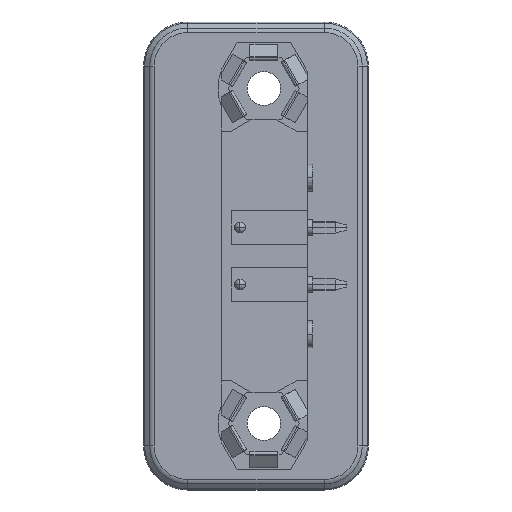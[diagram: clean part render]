
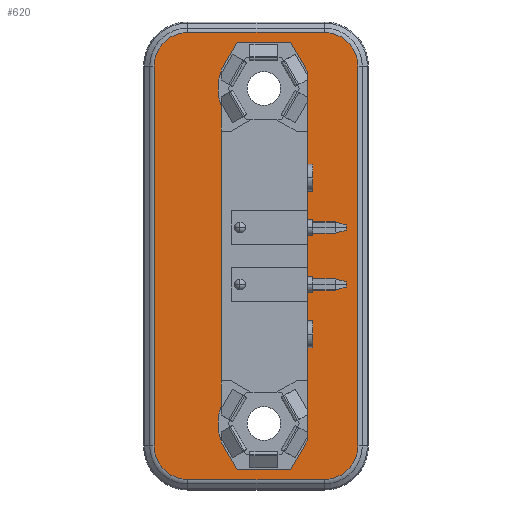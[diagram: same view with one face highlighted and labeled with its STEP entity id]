
A CAD part, left-side view. The second image highlights one B-rep face of the part: STEP entity #620.
In plain terms, the highlighted planar face has unit normal (-1, 0, 0).
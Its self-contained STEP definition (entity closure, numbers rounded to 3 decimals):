
#620=ADVANCED_FACE('',(#1530,#1531),#1532,.T.);
#1530=FACE_OUTER_BOUND('',#2731,.T.);
#1531=FACE_BOUND('',#2732,.T.);
#1532=PLANE('',#2733);
#2731=EDGE_LOOP('',(#4515,#4516,#4517,#4518,#4519,#4520,#4521,#4522));
#2732=EDGE_LOOP('',(#4523,#4524,#4525,#4526,#4527,#4528,#4529,#4530,#4531,#4532,#4533,#4534));
#2733=AXIS2_PLACEMENT_3D('',#4535,#4536,#4537);
#4515=ORIENTED_EDGE('',*,*,#7529,.F.);
#4516=ORIENTED_EDGE('',*,*,#7530,.F.);
#4517=ORIENTED_EDGE('',*,*,#7531,.F.);
#4518=ORIENTED_EDGE('',*,*,#7532,.F.);
#4519=ORIENTED_EDGE('',*,*,#7143,.F.);
#4520=ORIENTED_EDGE('',*,*,#7399,.T.);
#4521=ORIENTED_EDGE('',*,*,#7533,.T.);
#4522=ORIENTED_EDGE('',*,*,#7534,.T.);
#4523=ORIENTED_EDGE('',*,*,#7535,.F.);
#4524=ORIENTED_EDGE('',*,*,#7536,.F.);
#4525=ORIENTED_EDGE('',*,*,#7537,.F.);
#4526=ORIENTED_EDGE('',*,*,#7538,.F.);
#4527=ORIENTED_EDGE('',*,*,#7387,.F.);
#4528=ORIENTED_EDGE('',*,*,#7539,.T.);
#4529=ORIENTED_EDGE('',*,*,#7088,.F.);
#4530=ORIENTED_EDGE('',*,*,#7540,.F.);
#4531=ORIENTED_EDGE('',*,*,#7515,.F.);
#4532=ORIENTED_EDGE('',*,*,#7541,.F.);
#4533=ORIENTED_EDGE('',*,*,#7189,.F.);
#4534=ORIENTED_EDGE('',*,*,#7542,.F.);
#4535=CARTESIAN_POINT('',(-1.158,13.348,-19.99));
#4536=DIRECTION('',(-1.0,0.0,0.0));
#4537=DIRECTION('',(0.0,0.0,1.0));
#7088=EDGE_CURVE('',#8466,#8468,#8469,.T.);
#7143=EDGE_CURVE('',#8565,#8567,#8568,.T.);
#7189=EDGE_CURVE('',#8648,#8649,#8650,.T.);
#7387=EDGE_CURVE('',#8979,#8977,#8981,.T.);
#7399=EDGE_CURVE('',#8565,#8994,#8997,.T.);
#7515=EDGE_CURVE('',#9174,#9175,#9176,.T.);
#7529=EDGE_CURVE('',#9196,#9197,#9198,.T.);
#7530=EDGE_CURVE('',#9199,#9196,#9200,.T.);
#7531=EDGE_CURVE('',#9201,#9199,#9202,.T.);
#7532=EDGE_CURVE('',#8567,#9201,#9203,.T.);
#7533=EDGE_CURVE('',#8994,#9204,#9205,.T.);
#7534=EDGE_CURVE('',#9204,#9197,#9206,.T.);
#7535=EDGE_CURVE('',#9207,#9208,#9209,.T.);
#7536=EDGE_CURVE('',#9210,#9207,#9211,.T.);
#7537=EDGE_CURVE('',#9212,#9210,#9213,.T.);
#7538=EDGE_CURVE('',#8977,#9212,#9214,.T.);
#7539=EDGE_CURVE('',#8979,#8468,#9215,.T.);
#7540=EDGE_CURVE('',#9175,#8466,#9216,.T.);
#7541=EDGE_CURVE('',#8649,#9174,#9217,.T.);
#7542=EDGE_CURVE('',#9208,#8648,#9218,.T.);
#8466=VERTEX_POINT('',#10391);
#8468=VERTEX_POINT('',#10394);
#8469=LINE('',#10395,#10396);
#8565=VERTEX_POINT('',#10528);
#8567=VERTEX_POINT('',#10531);
#8568=LINE('',#10532,#10533);
#8648=VERTEX_POINT('',#10636);
#8649=VERTEX_POINT('',#10637);
#8650=LINE('',#10638,#10639);
#8977=VERTEX_POINT('',#11098);
#8979=VERTEX_POINT('',#11101);
#8981=LINE('',#11104,#11105);
#8994=VERTEX_POINT('',#11121);
#8997=CIRCLE('',#11125,3.0);
#9174=VERTEX_POINT('',#11364);
#9175=VERTEX_POINT('',#11365);
#9176=LINE('',#11366,#11367);
#9196=VERTEX_POINT('',#11396);
#9197=VERTEX_POINT('',#11397);
#9198=LINE('',#11398,#11399);
#9199=VERTEX_POINT('',#11400);
#9200=CIRCLE('',#11401,3.0);
#9201=VERTEX_POINT('',#11402);
#9202=LINE('',#11403,#11404);
#9203=CIRCLE('',#11405,3.0);
#9204=VERTEX_POINT('',#11406);
#9205=LINE('',#11407,#11408);
#9206=CIRCLE('',#11409,3.0);
#9207=VERTEX_POINT('',#11410);
#9208=VERTEX_POINT('',#11411);
#9209=LINE('',#11412,#11413);
#9210=VERTEX_POINT('',#11414);
#9211=LINE('',#11415,#11416);
#9212=VERTEX_POINT('',#11417);
#9213=LINE('',#11418,#11419);
#9214=LINE('',#11420,#11421);
#9215=CIRCLE('',#11422,4.1);
#9216=CIRCLE('',#11423,4.1);
#9217=LINE('',#11424,#11425);
#9218=LINE('',#11426,#11427);
#10391=CARTESIAN_POINT('',(-1.158,13.048,-2.514));
#10394=CARTESIAN_POINT('',(-1.158,13.048,-29.356));
#10395=CARTESIAN_POINT('',(-1.158,13.048,-13.395));
#10396=VECTOR('',#12888,1.0);
#10528=CARTESIAN_POINT('',(-1.158,19.048,-32.895));
#10531=CARTESIAN_POINT('',(-1.158,19.048,1.025));
#10532=CARTESIAN_POINT('',(-1.158,19.048,-13.395));
#10533=VECTOR('',#12953,1.0);
#10636=CARTESIAN_POINT('',(-1.158,6.863,3.155));
#10637=CARTESIAN_POINT('',(-1.158,11.632,3.155));
#10638=CARTESIAN_POINT('',(-1.158,-32.395,3.155));
#10639=VECTOR('',#13019,1.0);
#11098=CARTESIAN_POINT('',(-1.158,13.048,-32.573));
#11101=CARTESIAN_POINT('',(-1.158,13.048,-32.434));
#11104=CARTESIAN_POINT('',(-1.158,13.048,-13.395));
#11105=VECTOR('',#13259,1.0);
#11121=CARTESIAN_POINT('',(-1.158,16.048,-35.895));
#11125=AXIS2_PLACEMENT_3D('',#13273,#13274,#13275);
#11364=CARTESIAN_POINT('',(-1.158,13.048,0.703));
#11365=CARTESIAN_POINT('',(-1.158,13.048,0.564));
#11366=CARTESIAN_POINT('',(-1.158,13.048,-13.395));
#11367=VECTOR('',#13410,1.0);
#11396=CARTESIAN_POINT('',(-1.158,0.848,1.025));
#11397=CARTESIAN_POINT('',(-1.158,0.848,-32.895));
#11398=CARTESIAN_POINT('',(-1.158,0.848,-19.99));
#11399=VECTOR('',#13423,1.0);
#11400=CARTESIAN_POINT('',(-1.158,3.848,4.025));
#11401=AXIS2_PLACEMENT_3D('',#13424,#13425,#13426);
#11402=CARTESIAN_POINT('',(-1.158,16.048,4.025));
#11403=CARTESIAN_POINT('',(-1.158,-32.395,4.025));
#11404=VECTOR('',#13427,1.0);
#11405=AXIS2_PLACEMENT_3D('',#13428,#13429,#13430);
#11406=CARTESIAN_POINT('',(-1.158,3.848,-35.895));
#11407=CARTESIAN_POINT('',(-1.158,-32.395,-35.895));
#11408=VECTOR('',#13431,1.0);
#11409=AXIS2_PLACEMENT_3D('',#13432,#13433,#13434);
#11410=CARTESIAN_POINT('',(-1.158,5.378,-32.452));
#11411=CARTESIAN_POINT('',(-1.158,5.378,0.582));
#11412=CARTESIAN_POINT('',(-1.158,5.378,-13.395));
#11413=VECTOR('',#13435,1.0);
#11414=CARTESIAN_POINT('',(-1.158,6.863,-35.025));
#11415=CARTESIAN_POINT('',(-1.158,-5.625,-13.395));
#11416=VECTOR('',#13436,1.0);
#11417=CARTESIAN_POINT('',(-1.158,11.632,-35.025));
#11418=CARTESIAN_POINT('',(-1.158,-32.395,-35.025));
#11419=VECTOR('',#13437,1.0);
#11420=CARTESIAN_POINT('',(-1.158,24.12,-13.395));
#11421=VECTOR('',#13438,1.0);
#11422=AXIS2_PLACEMENT_3D('',#13439,#13440,#13441);
#11423=AXIS2_PLACEMENT_3D('',#13442,#13443,#13444);
#11424=CARTESIAN_POINT('',(-1.158,21.187,-13.395));
#11425=VECTOR('',#13445,1.0);
#11426=CARTESIAN_POINT('',(-1.158,-2.692,-13.395));
#11427=VECTOR('',#13446,1.0);
#12888=DIRECTION('',(0.0,0.,-1.0));
#12953=DIRECTION('',(0.0,0.0,1.0));
#13019=DIRECTION('',(0.0,1.0,0.));
#13259=DIRECTION('',(0.0,0.,-1.0));
#13273=CARTESIAN_POINT('',(-1.158,16.048,-32.895));
#13274=DIRECTION('',(-1.0,0.0,0.0));
#13275=DIRECTION('',(0.0,-1.0,0.0));
#13410=DIRECTION('',(0.0,0.,-1.0));
#13423=DIRECTION('',(0.0,0.0,-1.0));
#13424=CARTESIAN_POINT('',(-1.158,3.848,1.025));
#13425=DIRECTION('',(1.0,0.0,0.0));
#13426=DIRECTION('',(0.0,-1.0,0.0));
#13427=DIRECTION('',(0.0,-1.0,0.0));
#13428=CARTESIAN_POINT('',(-1.158,16.048,1.025));
#13429=DIRECTION('',(1.0,0.0,0.0));
#13430=DIRECTION('',(0.0,-1.0,0.0));
#13431=DIRECTION('',(0.0,-1.0,0.0));
#13432=CARTESIAN_POINT('',(-1.158,3.848,-32.895));
#13433=DIRECTION('',(-1.0,0.0,0.0));
#13434=DIRECTION('',(0.0,-1.0,0.0));
#13435=DIRECTION('',(0.0,0.,1.0));
#13436=DIRECTION('',(0.0,-0.5,0.866));
#13437=DIRECTION('',(0.0,-1.0,0.));
#13438=DIRECTION('',(0.0,-0.5,-0.866));
#13439=CARTESIAN_POINT('',(-1.158,9.248,-30.895));
#13440=DIRECTION('',(1.0,0.0,0.0));
#13441=DIRECTION('',(0.0,0.,-1.0));
#13442=CARTESIAN_POINT('',(-1.158,9.248,-0.975));
#13443=DIRECTION('',(-1.0,0.0,0.0));
#13444=DIRECTION('',(0.0,0.,1.0));
#13445=DIRECTION('',(0.0,0.5,-0.866));
#13446=DIRECTION('',(0.0,0.5,0.866));
